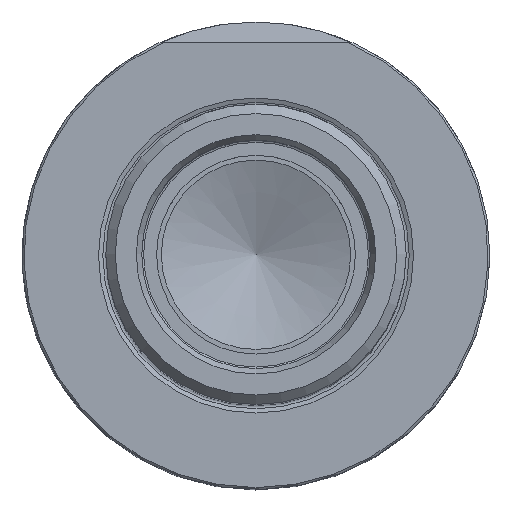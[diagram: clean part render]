
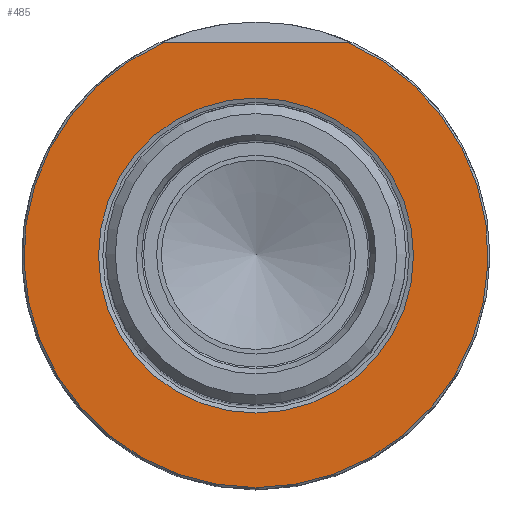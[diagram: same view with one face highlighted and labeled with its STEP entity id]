
A CAD part, top view. The second image highlights one B-rep face of the part: STEP entity #485.
In plain terms, the highlighted planar face has unit normal (0, 0, 1).
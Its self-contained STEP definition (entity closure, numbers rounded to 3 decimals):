
#225=PLANE('',#4760);
#326=FACE_BOUND('',#1039,.T.);
#327=FACE_BOUND('',#1040,.T.);
#485=ADVANCED_FACE('CN_SU_1',(#326,#327),#225,.F.);
#1039=EDGE_LOOP('',(#2279));
#1040=EDGE_LOOP('',(#2280,#2281));
#1348=CIRCLE('',#4758,16.646);
#1349=CIRCLE('',#4759,24.525);
#1490=LINE('',#7166,#1719);
#1719=VECTOR('',#5373,1.);
#2279=ORIENTED_EDGE('',*,*,#3948,.F.);
#2280=ORIENTED_EDGE('',*,*,#3932,.T.);
#2281=ORIENTED_EDGE('',*,*,#3949,.T.);
#3480=VERTEX_POINT('',#7167);
#3481=VERTEX_POINT('',#7168);
#3494=VERTEX_POINT('',#7206);
#3932=EDGE_CURVE('',#3480,#3481,#1490,.T.);
#3948=EDGE_CURVE('',#3494,#3494,#1348,.T.);
#3949=EDGE_CURVE('',#3481,#3480,#1349,.T.);
#4758=AXIS2_PLACEMENT_3D('',#7205,#5401,#5402);
#4759=AXIS2_PLACEMENT_3D('',#7207,#5403,#5404);
#4760=AXIS2_PLACEMENT_3D('',#7208,#5405,#5406);
#5373=DIRECTION('',(-1.,0.,0.));
#5401=DIRECTION('',(0.,0.,1.));
#5402=DIRECTION('',(1.,0.,0.));
#5403=DIRECTION('',(0.,0.,1.));
#5404=DIRECTION('',(-1.,0.,0.));
#5405=DIRECTION('',(0.,0.,-1.));
#5406=DIRECTION('',(-1.,0.,0.));
#7166=CARTESIAN_POINT('',(50.,22.5,0.));
#7167=CARTESIAN_POINT('',(9.758,22.5,0.));
#7168=CARTESIAN_POINT('',(-9.758,22.5,0.));
#7205=CARTESIAN_POINT('',(0.,0.,0.));
#7206=CARTESIAN_POINT('',(16.646,0.,0.));
#7207=CARTESIAN_POINT('',(0.,0.,0.));
#7208=CARTESIAN_POINT('',(0.,-24.725,0.));
